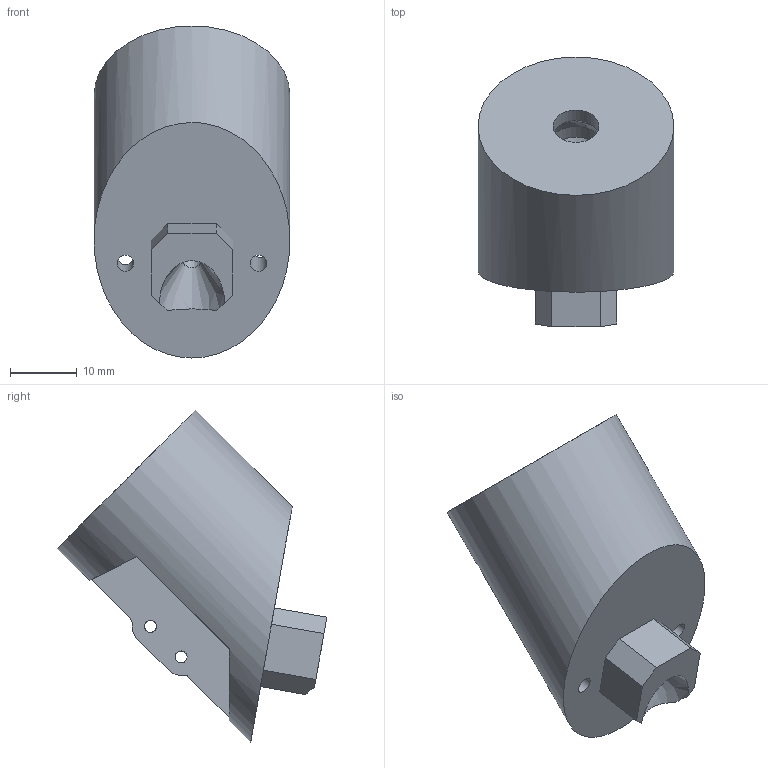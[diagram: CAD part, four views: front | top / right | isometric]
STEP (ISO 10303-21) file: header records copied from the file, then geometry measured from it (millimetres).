
FILE_DESCRIPTION(/* description */ (''),/* implementation_level */ '2;1');
FILE_NAME(/* name */ 'Filament Sensor V3 Older.step',/* time_stamp */ '2025-04-18T21:32:55-07:00',/* author */ (''),/* organization */ (''),/* preprocessor_version */ 'ST-DEVELOPER v20.1',/* originating_system */ 'Autodesk Translation Framework v14.4.0.0',/* authorisation */ '');
FILE_SCHEMA (('AUTOMOTIVE_DESIGN { 1 0 10303 214 3 1 1 }'));
Length unit declared in the file: millimetre
Products named in the file (1): Filament Sensor
Bounding box: 29.41 x 40.5 x 49.86 mm (x, y, z)
Volume: 18561.5 mm3; surface area: 5739.7 mm2
Topology: 1 solids, 1 shells, 74 faces, 213 edges, 138 vertices
Faces by surface type: plane 26, cylinder 20, bspline 20, cone 8
Full cylindrical faces by diameter (mm): 1.8 x2, 2.5 x2, 2.75 x1, 4.2 x1, 6.9 x1, 8.4 x1, 29.414 x1
Entity records: 3358 total; most frequent: CARTESIAN_POINT 1544, ORIENTED_EDGE 426, DIRECTION 303, EDGE_CURVE 213, VERTEX_POINT 138, AXIS2_PLACEMENT_3D 111, EDGE_LOOP 83, LINE 81
